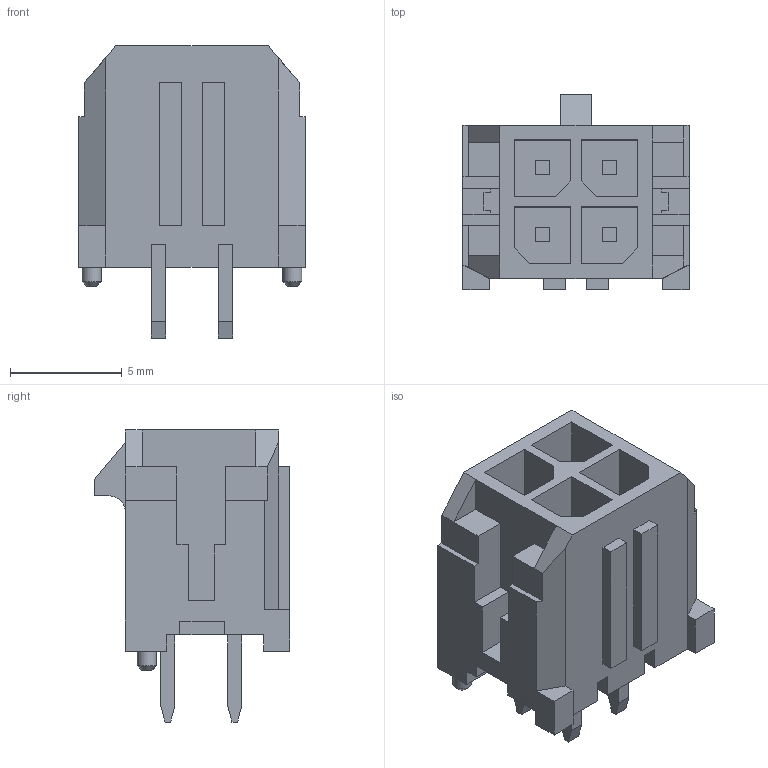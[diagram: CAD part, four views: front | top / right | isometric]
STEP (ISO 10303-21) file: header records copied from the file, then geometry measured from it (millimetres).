
FILE_DESCRIPTION( ( 'STEP AP214' ), '1' );
FILE_NAME( 'psolqas07491418915.stp', '2019-02-18T06:49:14', ( '' ), ( '' ), ' ', 'PARTsolutions', ' ' );
FILE_SCHEMA( ( 'AUTOMOTIVE_DESIGN { 1 0 10303 214 1 1 1 1 }' ) );
Length unit declared in the file: metre
Products named in the file (1): 1
Bounding box: 10.15 x 8.77 x 13.09 mm (x, y, z)
Volume: 434.5 mm3; surface area: 894.4 mm2
Topology: 1 solids, 1 shells, 209 faces, 554 edges, 360 vertices
Faces by surface type: plane 204, cylinder 3, cone 2
Full cylindrical faces by diameter (mm): 0.86 x2
Entity records: 6289 total; most frequent: CARTESIAN_POINT 1116, ORIENTED_EDGE 1096, DIRECTION 976, EDGE_CURVE 548, LINE 540, VECTOR 540, VERTEX_POINT 358, EDGE_LOOP 226
